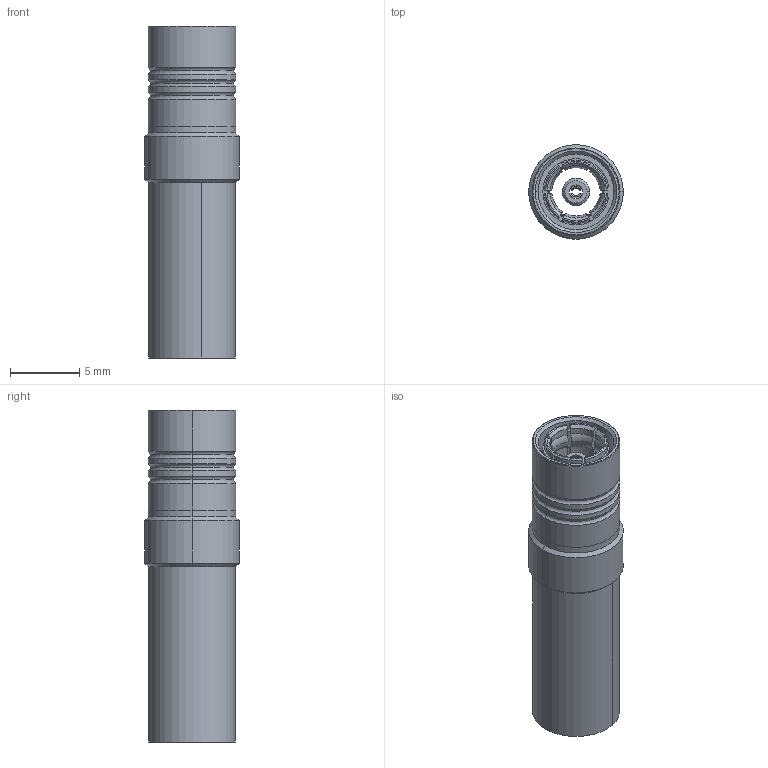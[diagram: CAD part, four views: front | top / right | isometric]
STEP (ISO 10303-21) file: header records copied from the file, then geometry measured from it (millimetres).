
FILE_DESCRIPTION (( 'STEP AP214' ), '1' );
FILE_NAME ('32-005-D3-AH.STEP', '2024-09-06T07:45:40', ( '' ), ( '' ), 'SwSTEP 2.0', 'SolidWorks 2024', '' );
FILE_SCHEMA (( 'AUTOMOTIVE_DESIGN' ));
Length unit declared in the file: millimetre
Products named in the file (1): 32-005-D3-AH
Bounding box: 6.85 x 6.85 x 24.05 mm (x, y, z)
Surface area: 1049.8 mm2 (no closed solid volume)
Topology: 0 solids, 9 shells, 121 faces, 536 edges, 420 vertices
Faces by surface type: cylinder 40, plane 33, torus 24, cone 24
Entity records: 5632 total; most frequent: CARTESIAN_POINT 1290, DIRECTION 934, ORIENTED_EDGE 790, EDGE_CURVE 536, VERTEX_POINT 420, AXIS2_PLACEMENT_3D 328, VECTOR 278, LINE 278
